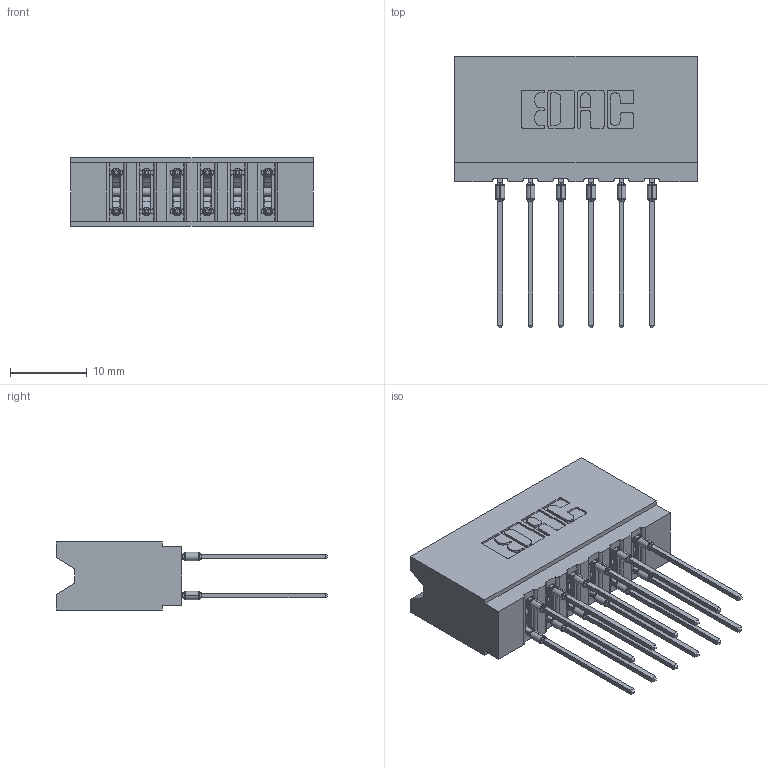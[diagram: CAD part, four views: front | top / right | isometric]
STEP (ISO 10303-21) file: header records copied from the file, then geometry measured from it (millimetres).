
FILE_DESCRIPTION (( 'STEP AP203' ), '1' );
FILE_NAME ('737-012-541-206.STEP', '2026-03-05T21:10:28', ( '' ), ( '' ), 'SwSTEP 2.0', 'SolidWorks 2023', '' );
FILE_SCHEMA (( 'CONFIG_CONTROL_DESIGN' ));
Length unit declared in the file: millimetre
Products named in the file (3): 737 Part_Insulator Option - 06; 737-012-541-206; 745-292-001_541
Assembly tree (13 placements, depth 2):
  737-012-541-206
    737 Part_Insulator Option - 06
    745-292-001_541  x12
Bounding box: 31.65 x 35.45 x 8.89 mm (x, y, z)
Volume: 3334.6 mm3; surface area: 4686.2 mm2
Topology: 13 solids, 13 shells, 1175 faces, 3161 edges, 1994 vertices
Faces by surface type: plane 613, cylinder 250, bspline 240, torus 72
Entity records: 15201 total; most frequent: CARTESIAN_POINT 3152, ORIENTED_EDGE 2516, DIRECTION 2228, EDGE_CURVE 1258, LINE 1040, VECTOR 1040, VERTEX_POINT 806, AXIS2_PLACEMENT_3D 594
